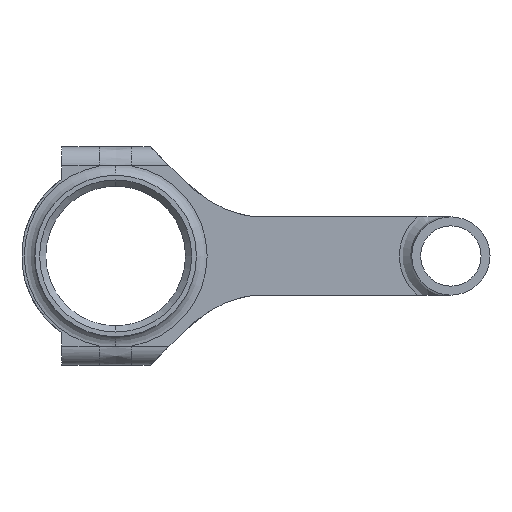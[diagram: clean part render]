
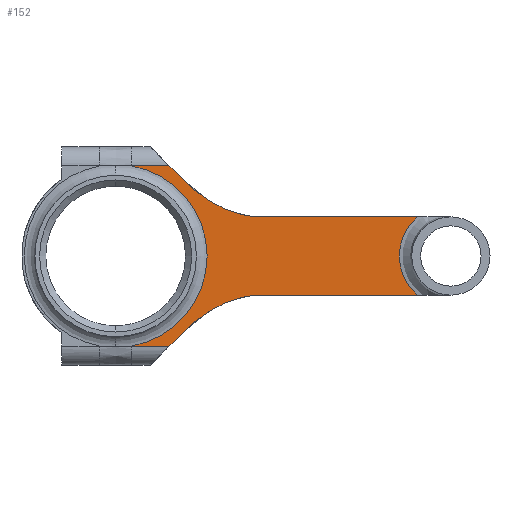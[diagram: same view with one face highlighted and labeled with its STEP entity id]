
A CAD part, front view. The second image highlights one B-rep face of the part: STEP entity #152.
In plain terms, the highlighted planar face has unit normal (0, -1, 0).
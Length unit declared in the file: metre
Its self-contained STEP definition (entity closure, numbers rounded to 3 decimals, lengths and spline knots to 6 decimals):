
#152=ADVANCED_FACE('0:78',(#327),#328,.F.);
#327=FACE_OUTER_BOUND('',#1088,.T.);
#328=PLANE('',#1089);
#1088=EDGE_LOOP('',(#1672,#1673,#1674,#1675,#1676,#1677,#1678,#1679));
#1089=AXIS2_PLACEMENT_3D('',#1680,#1681,#1682);
#1672=ORIENTED_EDGE('',*,*,#1994,.T.);
#1673=ORIENTED_EDGE('',*,*,#2024,.T.);
#1674=ORIENTED_EDGE('',*,*,#2055,.T.);
#1675=ORIENTED_EDGE('',*,*,#2120,.F.);
#1676=ORIENTED_EDGE('',*,*,#2064,.T.);
#1677=ORIENTED_EDGE('',*,*,#2121,.T.);
#1678=ORIENTED_EDGE('',*,*,#2090,.F.);
#1679=ORIENTED_EDGE('',*,*,#2009,.T.);
#1680=CARTESIAN_POINT('',(-0.194754,-0.007938,-0.007715));
#1681=DIRECTION('',(0.0,1.0,-0.0));
#1682=DIRECTION('',(0.0,0.0,1.0));
#1994=EDGE_CURVE('0:357',#2241,#2239,#2242,.T.);
#2009=EDGE_CURVE('0:366',#2267,#2241,#2268,.F.);
#2024=EDGE_CURVE('0:345',#2239,#2292,#2294,.F.);
#2055=EDGE_CURVE('0:192',#2292,#2345,#2347,.T.);
#2064=EDGE_CURVE('0:216',#2361,#2359,#2362,.T.);
#2090=EDGE_CURVE('0:288',#2267,#2386,#2399,.T.);
#2120=EDGE_CURVE('0:360',#2361,#2345,#2442,.T.);
#2121=EDGE_CURVE('0:363',#2359,#2386,#2443,.T.);
#2239=VERTEX_POINT('',#2620);
#2241=VERTEX_POINT('',#2641);
#2242=CIRCLE('',#2642,0.037419);
#2267=VERTEX_POINT('',#2705);
#2268=LINE('',#2706,#2707);
#2292=VERTEX_POINT('',#2810);
#2294=LINE('',#2859,#2860);
#2345=VERTEX_POINT('',#3137);
#2347=B_SPLINE_CURVE_WITH_KNOTS('',3,(#3140,#3141,#3142,#3143),.UNSPECIFIED.,.F.,.F.,(4,4),(0.203857,1.0),.UNSPECIFIED.);
#2359=VERTEX_POINT('',#3320);
#2361=VERTEX_POINT('',#3335);
#2362=CIRCLE('',#3336,0.021082);
#2386=VERTEX_POINT('',#3527);
#2399=B_SPLINE_CURVE_WITH_KNOTS('',3,(#3659,#3660,#3661,#3662),.UNSPECIFIED.,.F.,.F.,(4,4),(0.203857,1.0),.UNSPECIFIED.);
#2442=LINE('',#3806,#3807);
#2443=LINE('',#3808,#3809);
#2620=CARTESIAN_POINT('',(-0.061965,-0.007938,-0.03683));
#2641=CARTESIAN_POINT('',(-0.061965,-0.007938,0.03683));
#2642=AXIS2_PLACEMENT_3D('',#3982,#3983,#3984);
#2705=CARTESIAN_POINT('',(-0.046773,-0.007938,0.03683));
#2706=CARTESIAN_POINT('',(-0.194754,-0.007938,0.03683));
#2707=VECTOR('',#4002,1.0);
#2810=CARTESIAN_POINT('',(-0.046773,-0.007938,-0.03683));
#2859=CARTESIAN_POINT('',(-0.046773,-0.007938,-0.03683));
#2860=VECTOR('',#4014,1.0);
#3137=CARTESIAN_POINT('',(-0.009627,-0.007938,-0.016002));
#3140=CARTESIAN_POINT('',(-0.046773,-0.007938,-0.03683));
#3141=CARTESIAN_POINT('',(-0.036712,-0.007938,-0.02647));
#3142=CARTESIAN_POINT('',(-0.026101,-0.007938,-0.016722));
#3143=CARTESIAN_POINT('',(-0.009627,-0.007938,-0.016002));
#3320=CARTESIAN_POINT('',(0.054855,-0.007938,0.016002));
#3335=CARTESIAN_POINT('',(0.054855,-0.007938,-0.016002));
#3336=AXIS2_PLACEMENT_3D('',#4053,#4054,#4055);
#3527=CARTESIAN_POINT('',(-0.009627,-0.007938,0.016002));
#3659=CARTESIAN_POINT('',(-0.046773,-0.007938,0.03683));
#3660=CARTESIAN_POINT('',(-0.036712,-0.007938,0.02647));
#3661=CARTESIAN_POINT('',(-0.026101,-0.007938,0.016722));
#3662=CARTESIAN_POINT('',(-0.009627,-0.007938,0.016002));
#3806=CARTESIAN_POINT('',(-0.194754,-0.007938,-0.016002));
#3807=VECTOR('',#4095,1.0);
#3808=CARTESIAN_POINT('',(-0.194754,-0.007938,0.016002));
#3809=VECTOR('',#4096,1.0);
#3982=CARTESIAN_POINT('',(-0.06858,-0.007938,0.));
#3983=DIRECTION('',(0.0,1.0,-0.0));
#3984=DIRECTION('',(0.0,0.0,1.0));
#4002=DIRECTION('',(1.0,0.0,0.0));
#4014=DIRECTION('',(-1.0,0.0,0.0));
#4053=CARTESIAN_POINT('',(0.06858,-0.007938,0.0));
#4054=DIRECTION('',(0.0,1.0,-0.0));
#4055=DIRECTION('',(0.0,0.0,1.0));
#4095=DIRECTION('',(-1.0,0.0,0.0));
#4096=DIRECTION('',(-1.0,0.0,0.0));
